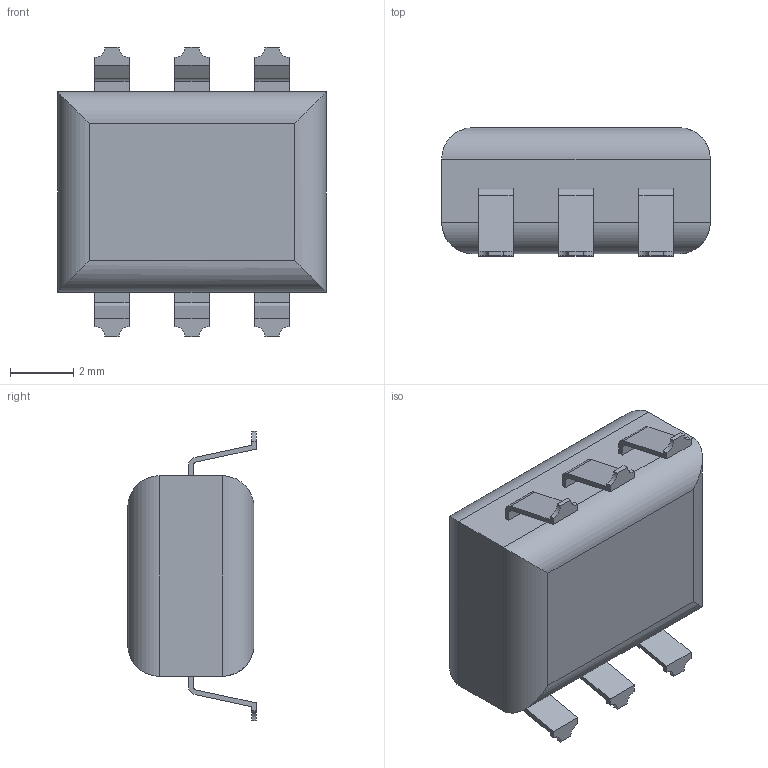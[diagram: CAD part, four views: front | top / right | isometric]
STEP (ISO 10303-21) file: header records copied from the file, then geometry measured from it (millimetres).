
FILE_DESCRIPTION (( 'STEP AP214' ), '1' );
FILE_NAME ('9E0E8B2F-78B5-4147-A481-52DCDC7D20ED.STEP', '2025-10-07T09:48:58', ( '' ), ( '' ), 'SwSTEP 2.0', 'SolidWorks 2022', '' );
FILE_SCHEMA (( 'AUTOMOTIVE_DESIGN' ));
Length unit declared in the file: millimetre
Products named in the file (1): 9E0E8B2F-78B5-4147-A481-52DCDC7D20ED
Bounding box: 8.51 x 4.08 x 9.16 mm (x, y, z)
Volume: 206.6 mm3; surface area: 245 mm2
Topology: 1 solids, 1 shells, 189 faces, 508 edges, 336 vertices
Faces by surface type: plane 93, bspline 62, cylinder 34
Entity records: 11787 total; most frequent: CARTESIAN_POINT 5336, ORIENTED_EDGE 1016, DIRECTION 684, EDGE_CURVE 508, VERTEX_POINT 336, VECTOR 324, LINE 324, EDGE_LOOP 204
